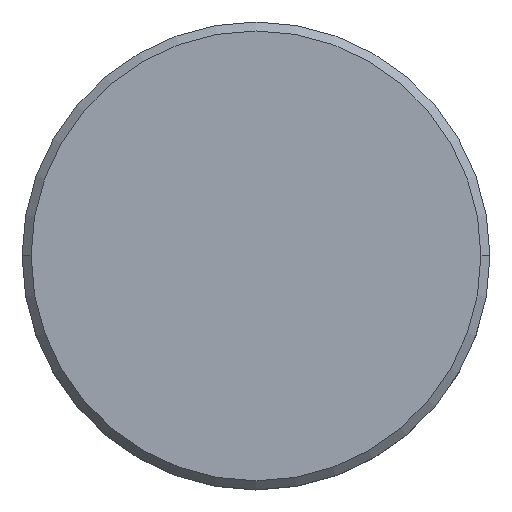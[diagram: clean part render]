
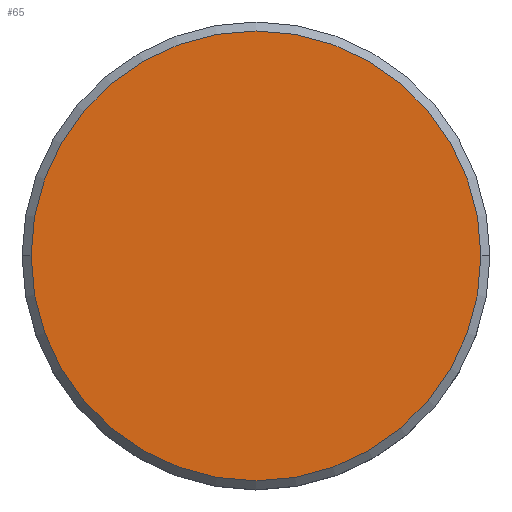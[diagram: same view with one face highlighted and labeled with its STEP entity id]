
A CAD part, top view. The second image highlights one B-rep face of the part: STEP entity #65.
In plain terms, the highlighted planar face has unit normal (0, 0, 1).
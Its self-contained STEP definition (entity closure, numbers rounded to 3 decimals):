
#20 = CIRCLE ( 'NONE', #709, 12.5 ) ;
#60 = AXIS2_PLACEMENT_3D ( 'NONE', #814, #737, #661 ) ;
#65 = ADVANCED_FACE ( 'NONE', ( #575 ), #825, .T. ) ;
#99 = CARTESIAN_POINT ( 'NONE',  ( 0., 0., 0. ) ) ;
#100 = AXIS2_PLACEMENT_3D ( 'NONE', #99, #672, #294 ) ;
#217 = CARTESIAN_POINT ( 'NONE',  ( 12.5, 0., 0. ) ) ;
#286 = VERTEX_POINT ( 'NONE', #217 ) ;
#294 = DIRECTION ( 'NONE',  ( 1., 0., 0. ) ) ;
#300 = VERTEX_POINT ( 'NONE', #872 ) ;
#413 = DIRECTION ( 'NONE',  ( 0., 0., 1. ) ) ;
#504 = ORIENTED_EDGE ( 'NONE', *, *, #1005, .T. ) ;
#557 = EDGE_LOOP ( 'NONE', ( #504, #1047 ) ) ;
#575 = FACE_OUTER_BOUND ( 'NONE', #557, .T. ) ;
#601 = CARTESIAN_POINT ( 'NONE',  ( 0., 0., 0. ) ) ;
#661 = DIRECTION ( 'NONE',  ( 1., 0., 0. ) ) ;
#672 = DIRECTION ( 'NONE',  ( 0., 0., 1. ) ) ;
#709 = AXIS2_PLACEMENT_3D ( 'NONE', #601, #413, #738 ) ;
#737 = DIRECTION ( 'NONE',  ( 0., 0., 1. ) ) ;
#738 = DIRECTION ( 'NONE',  ( 1., 0., 0. ) ) ;
#768 = CIRCLE ( 'NONE', #100, 12.5 ) ;
#814 = CARTESIAN_POINT ( 'NONE',  ( 0., 0., 0. ) ) ;
#825 = PLANE ( 'NONE',  #60 ) ;
#872 = CARTESIAN_POINT ( 'NONE',  ( -12.5, 0., 0. ) ) ;
#917 = EDGE_CURVE ( 'NONE', #286, #300, #20, .T. ) ;
#1005 = EDGE_CURVE ( 'NONE', #300, #286, #768, .T. ) ;
#1047 = ORIENTED_EDGE ( 'NONE', *, *, #917, .T. ) ;
